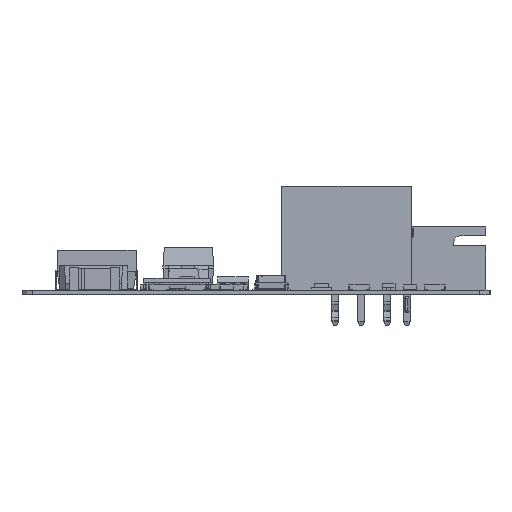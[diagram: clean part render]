
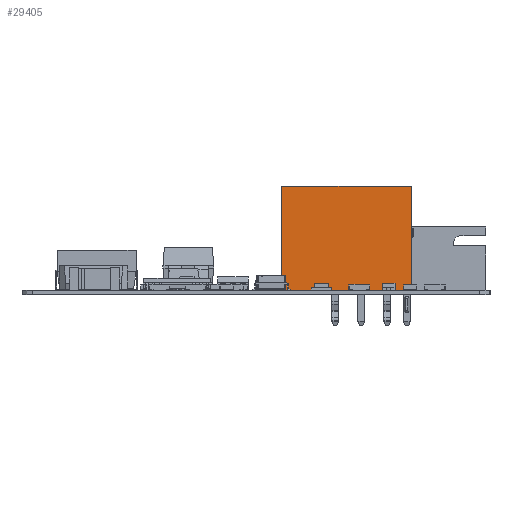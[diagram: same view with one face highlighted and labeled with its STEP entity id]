
A CAD part, left-side view. The second image highlights one B-rep face of the part: STEP entity #29405.
In plain terms, the highlighted planar face has unit normal (-1, 0, 0).
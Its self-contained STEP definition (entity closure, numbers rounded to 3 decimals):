
#29310 = VERTEX_POINT('',#29311);
#29311 = CARTESIAN_POINT('',(-6.248,-6.248,0.006));
#29326 = VERTEX_POINT('',#29327);
#29327 = CARTESIAN_POINT('',(-6.248,-6.248,10.008));
#29333 = EDGE_CURVE('',#29310,#29326,#29334,.T.);
#29334 = LINE('',#29335,#29336);
#29335 = CARTESIAN_POINT('',(-6.248,-6.248,0.006));
#29336 = VECTOR('',#29337,1.);
#29337 = DIRECTION('',(0.,0.,1.));
#29379 = VERTEX_POINT('',#29380);
#29380 = CARTESIAN_POINT('',(-6.248,6.248,0.006));
#29386 = EDGE_CURVE('',#29387,#29379,#29389,.T.);
#29387 = VERTEX_POINT('',#29388);
#29388 = CARTESIAN_POINT('',(-6.248,6.248,10.008));
#29389 = LINE('',#29390,#29391);
#29390 = CARTESIAN_POINT('',(-6.248,6.248,10.008));
#29391 = VECTOR('',#29392,1.);
#29392 = DIRECTION('',(0.,0.,-1.));
#29405 = ADVANCED_FACE('',(#29406),#29422,.T.);
#29406 = FACE_BOUND('',#29407,.T.);
#29407 = EDGE_LOOP('',(#29408,#29414,#29415,#29421));
#29408 = ORIENTED_EDGE('',*,*,#29409,.F.);
#29409 = EDGE_CURVE('',#29310,#29379,#29410,.T.);
#29410 = LINE('',#29411,#29412);
#29411 = CARTESIAN_POINT('',(-6.248,-6.248,0.006));
#29412 = VECTOR('',#29413,1.);
#29413 = DIRECTION('',(0.,1.,0.));
#29414 = ORIENTED_EDGE('',*,*,#29333,.T.);
#29415 = ORIENTED_EDGE('',*,*,#29416,.F.);
#29416 = EDGE_CURVE('',#29387,#29326,#29417,.T.);
#29417 = LINE('',#29418,#29419);
#29418 = CARTESIAN_POINT('',(-6.248,6.248,10.008));
#29419 = VECTOR('',#29420,1.);
#29420 = DIRECTION('',(0.,-1.,0.));
#29421 = ORIENTED_EDGE('',*,*,#29386,.T.);
#29422 = PLANE('',#29423);
#29423 = AXIS2_PLACEMENT_3D('',#29424,#29425,#29426);
#29424 = CARTESIAN_POINT('',(-6.248,6.248,0.006));
#29425 = DIRECTION('',(-1.,0.,0.));
#29426 = DIRECTION('',(0.,0.,1.));
